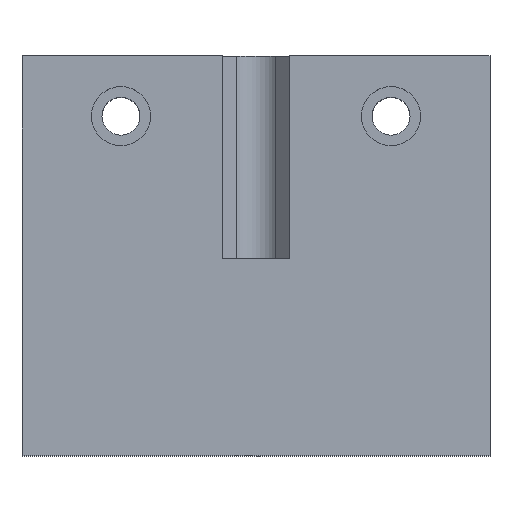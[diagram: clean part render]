
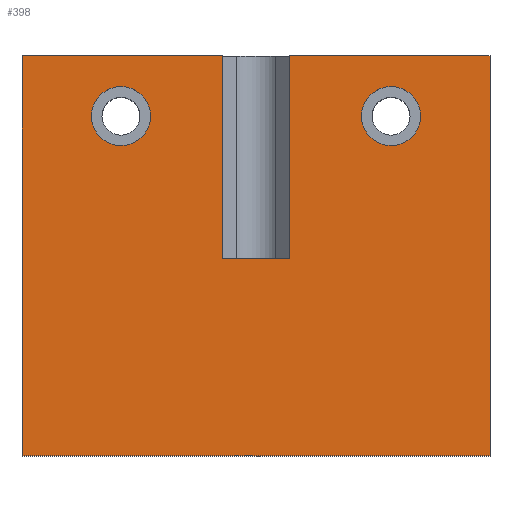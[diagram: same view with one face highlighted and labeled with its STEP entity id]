
A CAD part, top view. The second image highlights one B-rep face of the part: STEP entity #398.
In plain terms, the highlighted planar face has unit normal (0, 0, 1).
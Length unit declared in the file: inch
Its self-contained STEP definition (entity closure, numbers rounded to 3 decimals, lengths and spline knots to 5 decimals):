
#22=FACE_BOUND('',#92,.T.);
#23=FACE_BOUND('',#93,.T.);
#38=PLANE('',#451);
#61=FACE_OUTER_BOUND('',#91,.T.);
#91=EDGE_LOOP('',(#352,#353,#354,#355,#356,#357,#358,#359));
#92=EDGE_LOOP('',(#360));
#93=EDGE_LOOP('',(#361));
#103=LINE('',#591,#138);
#107=LINE('',#600,#142);
#118=LINE('',#652,#153);
#120=LINE('',#655,#155);
#126=LINE('',#667,#161);
#127=LINE('',#670,#162);
#129=LINE('',#673,#164);
#130=LINE('',#675,#165);
#138=VECTOR('',#472,0.3937);
#142=VECTOR('',#480,0.3937);
#153=VECTOR('',#539,0.3937);
#155=VECTOR('',#541,0.3937);
#161=VECTOR('',#555,0.3937);
#162=VECTOR('',#558,0.3937);
#164=VECTOR('',#562,0.3937);
#165=VECTOR('',#565,0.3937);
#175=CIRCLE('',#430,0.21875);
#178=CIRCLE('',#436,0.21875);
#190=VERTEX_POINT('',#588);
#191=VERTEX_POINT('',#590);
#194=VERTEX_POINT('',#598);
#202=VERTEX_POINT('',#619);
#205=VERTEX_POINT('',#630);
#209=VERTEX_POINT('',#646);
#211=VERTEX_POINT('',#650);
#212=VERTEX_POINT('',#653);
#214=VERTEX_POINT('',#665);
#215=VERTEX_POINT('',#669);
#225=EDGE_CURVE('',#191,#190,#103,.T.);
#230=EDGE_CURVE('',#190,#194,#107,.T.);
#239=EDGE_CURVE('',#202,#202,#175,.T.);
#244=EDGE_CURVE('',#205,#205,#178,.T.);
#254=EDGE_CURVE('',#194,#211,#118,.T.);
#256=EDGE_CURVE('',#209,#212,#120,.T.);
#262=EDGE_CURVE('',#211,#214,#126,.T.);
#263=EDGE_CURVE('',#215,#209,#127,.T.);
#265=EDGE_CURVE('',#212,#191,#129,.T.);
#266=EDGE_CURVE('',#214,#215,#130,.T.);
#352=ORIENTED_EDGE('',*,*,#225,.T.);
#353=ORIENTED_EDGE('',*,*,#230,.T.);
#354=ORIENTED_EDGE('',*,*,#254,.T.);
#355=ORIENTED_EDGE('',*,*,#262,.T.);
#356=ORIENTED_EDGE('',*,*,#266,.T.);
#357=ORIENTED_EDGE('',*,*,#263,.T.);
#358=ORIENTED_EDGE('',*,*,#256,.T.);
#359=ORIENTED_EDGE('',*,*,#265,.T.);
#360=ORIENTED_EDGE('',*,*,#239,.T.);
#361=ORIENTED_EDGE('',*,*,#244,.T.);
#398=ADVANCED_FACE('',(#61,#22,#23),#38,.T.);
#430=AXIS2_PLACEMENT_3D('',#620,#501,#502);
#436=AXIS2_PLACEMENT_3D('',#631,#515,#516);
#451=AXIS2_PLACEMENT_3D('',#674,#563,#564);
#472=DIRECTION('',(1.,0.,0.));
#480=DIRECTION('',(0.,1.,0.));
#501=DIRECTION('center_axis',(0.,0.,-1.));
#502=DIRECTION('ref_axis',(1.,0.,0.));
#515=DIRECTION('center_axis',(0.,0.,-1.));
#516=DIRECTION('ref_axis',(1.,0.,0.));
#539=DIRECTION('',(-1.,0.,0.));
#541=DIRECTION('',(-1.,0.,0.));
#555=DIRECTION('',(0.,-1.,0.));
#558=DIRECTION('',(0.,1.,0.));
#562=DIRECTION('',(0.,-1.,0.));
#563=DIRECTION('center_axis',(0.,0.,1.));
#564=DIRECTION('ref_axis',(1.,0.,0.));
#565=DIRECTION('',(-1.,0.,0.));
#588=CARTESIAN_POINT('',(1.73228,-7.09922,2.3811));
#590=CARTESIAN_POINT('',(-1.73272,-7.09922,2.3811));
#591=CARTESIAN_POINT('',(-0.86647,-7.09922,2.3811));
#598=CARTESIAN_POINT('',(1.73228,-4.13769,2.3811));
#600=CARTESIAN_POINT('',(1.73228,-4.13769,2.3811));
#619=CARTESIAN_POINT('',(0.78103,-4.58414,2.3811));
#620=CARTESIAN_POINT('Origin',(0.99978,-4.58414,2.3811));
#630=CARTESIAN_POINT('',(-1.21897,-4.58414,2.3811));
#631=CARTESIAN_POINT('Origin',(-1.00022,-4.58414,2.3811));
#646=CARTESIAN_POINT('',(-0.25022,-4.13769,2.3811));
#650=CARTESIAN_POINT('',(0.24978,-4.13769,2.3811));
#652=CARTESIAN_POINT('',(-1.73272,-4.13769,2.3811));
#653=CARTESIAN_POINT('',(-1.73272,-4.13769,2.3811));
#655=CARTESIAN_POINT('',(-1.73272,-4.13769,2.3811));
#665=CARTESIAN_POINT('',(0.24978,-5.63769,2.3811));
#667=CARTESIAN_POINT('',(0.24978,-5.07807,2.3811));
#669=CARTESIAN_POINT('',(-0.25022,-5.63769,2.3811));
#670=CARTESIAN_POINT('',(-0.25022,-5.82807,2.3811));
#673=CARTESIAN_POINT('',(-1.73272,-7.89922,2.3811));
#674=CARTESIAN_POINT('Origin',(-0.00022,-6.01845,
2.3811));
#675=CARTESIAN_POINT('',(0.12478,-5.63769,2.3811));
